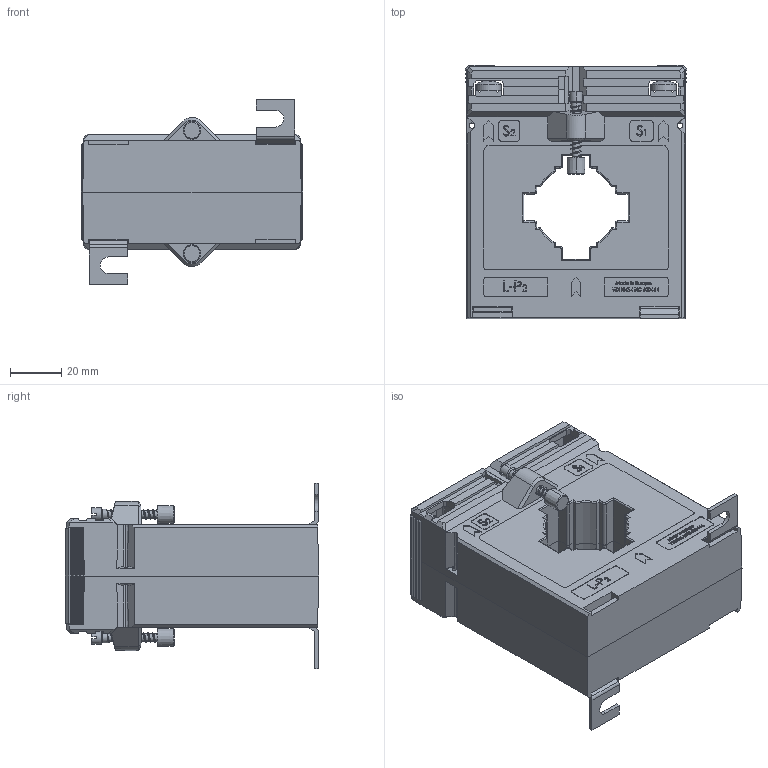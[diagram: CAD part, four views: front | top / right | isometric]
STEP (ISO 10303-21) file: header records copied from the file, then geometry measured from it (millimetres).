
FILE_DESCRIPTION (( 'STEP AP214' ), '1' );
FILE_NAME ('ASK541_4_kpl.STEP', '2012-02-07T07:37:46', ( ' ' ), ( '' ), 'SwSTEP 2.0', 'SolidWorks 2010', '' );
FILE_SCHEMA (( 'AUTOMOTIVE_DESIGN' ));
Length unit declared in the file: millimetre
Products named in the file (9): Fusswinkel_1,5; ASK541_4_11; Verschlussklappe_38mm; Plastite_Schraube_30_mit-Gewinde; Isolierschutzkappe; Linsenschraube DIN 7985 4.8 VZ M 5 x 10; MBS_WN-003_04_Klemme_WN-003_02; ASK541_4_11_Gehäuseoberteil; ASK541_4_kpl
Assembly tree (16 placements, depth 2):
  ASK541_4_kpl
    MBS_WN-003_04_Klemme_WN-003_02  x2
    Isolierschutzkappe  x2
    Linsenschraube DIN 7985 4.8 VZ M 5 x 10  x4
    Plastite_Schraube_30_mit-Gewinde  x2
    ASK541_4_11
    Verschlussklappe_38mm  x2
    Fusswinkel_1,5  x2
    ASK541_4_11_Gehäuseoberteil
Bounding box: 86 x 98.5 x 72 mm (x, y, z)
Volume: 281734.4 mm3; surface area: 66398.3 mm2
Topology: 16 solids, 16 shells, 1972 faces, 5130 edges, 3312 vertices
Faces by surface type: plane 1276, bspline 320, cylinder 250, cone 78, torus 32, sphere 16
Entity records: 72096 total; most frequent: CARTESIAN_POINT 32046, ORIENTED_EDGE 8952, DIRECTION 6787, EDGE_CURVE 4476, LINE 3311, VECTOR 3311, VERTEX_POINT 2922, EDGE_LOOP 1844
